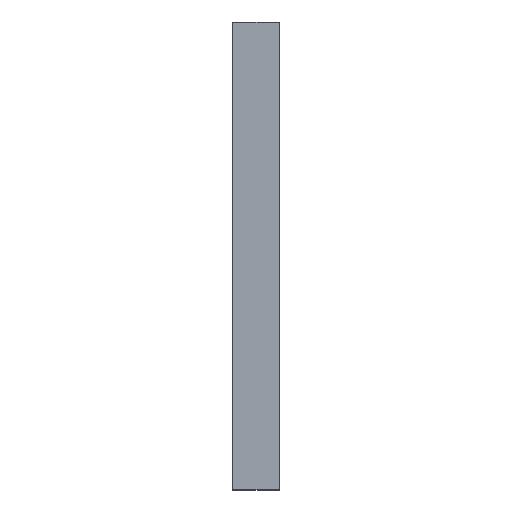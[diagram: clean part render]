
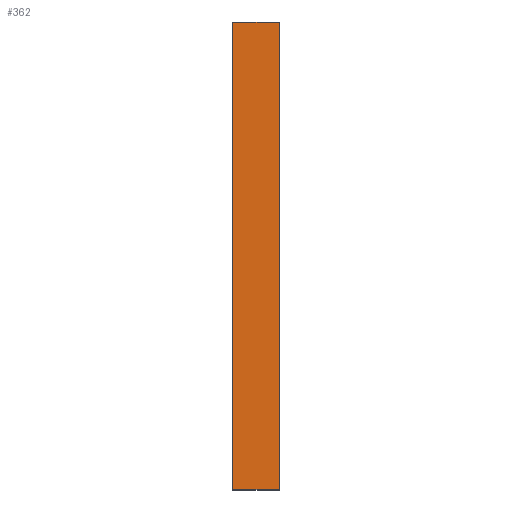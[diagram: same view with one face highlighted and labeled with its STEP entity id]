
A CAD part, top view. The second image highlights one B-rep face of the part: STEP entity #362.
In plain terms, the highlighted free-form (B-spline) face has degree [1, 1] with [2, 2] control points.
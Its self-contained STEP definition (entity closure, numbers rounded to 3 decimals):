
#48=FACE_OUTER_BOUND('',#62,.T.);
#62=EDGE_LOOP('',(#291,#292,#293,#294));
#103=B_SPLINE_CURVE_WITH_KNOTS('',1,(#601,#602),.UNSPECIFIED.,.F.,.F.,(2,
2),(0.,1.),.UNSPECIFIED.);
#104=B_SPLINE_CURVE_WITH_KNOTS('',1,(#604,#605),.UNSPECIFIED.,.F.,.F.,(2,
2),(0.,1.),.UNSPECIFIED.);
#105=B_SPLINE_CURVE_WITH_KNOTS('',1,(#607,#608),.UNSPECIFIED.,.F.,.F.,(2,
2),(0.,1.),.UNSPECIFIED.);
#106=B_SPLINE_CURVE_WITH_KNOTS('',1,(#609,#610),.UNSPECIFIED.,.F.,.F.,(2,
2),(0.,1.),.UNSPECIFIED.);
#163=VERTEX_POINT('',#599);
#164=VERTEX_POINT('',#600);
#165=VERTEX_POINT('',#603);
#166=VERTEX_POINT('',#606);
#223=EDGE_CURVE('',#163,#164,#103,.T.);
#224=EDGE_CURVE('',#164,#165,#104,.T.);
#225=EDGE_CURVE('',#166,#165,#105,.T.);
#226=EDGE_CURVE('',#163,#166,#106,.T.);
#291=ORIENTED_EDGE('',*,*,#223,.T.);
#292=ORIENTED_EDGE('',*,*,#224,.T.);
#293=ORIENTED_EDGE('',*,*,#225,.F.);
#294=ORIENTED_EDGE('',*,*,#226,.F.);
#348=B_SPLINE_SURFACE_WITH_KNOTS('',1,1,((#595,#596),(#597,#598)),
 .UNSPECIFIED.,.F.,.F.,.F.,(2,2),(2,2),(0.,1.),(0.,1.),.UNSPECIFIED.);
#362=ADVANCED_FACE('',(#48),#348,.T.);
#595=CARTESIAN_POINT('Ctrl Pts',(34.284,-367.097,-118.822));
#596=CARTESIAN_POINT('Ctrl Pts',(44.284,-367.097,-118.822));
#597=CARTESIAN_POINT('Ctrl Pts',(34.284,-267.097,-118.822));
#598=CARTESIAN_POINT('Ctrl Pts',(44.284,-267.097,-118.822));
#599=CARTESIAN_POINT('',(34.284,-367.097,-118.822));
#600=CARTESIAN_POINT('',(34.284,-267.097,-118.822));
#601=CARTESIAN_POINT('Ctrl Pts',(34.284,-367.097,-118.822));
#602=CARTESIAN_POINT('Ctrl Pts',(34.284,-267.097,-118.822));
#603=CARTESIAN_POINT('',(44.284,-267.097,-118.822));
#604=CARTESIAN_POINT('Ctrl Pts',(34.284,-267.097,-118.822));
#605=CARTESIAN_POINT('Ctrl Pts',(44.284,-267.097,-118.822));
#606=CARTESIAN_POINT('',(44.284,-367.097,-118.822));
#607=CARTESIAN_POINT('Ctrl Pts',(44.284,-367.097,-118.822));
#608=CARTESIAN_POINT('Ctrl Pts',(44.284,-267.097,-118.822));
#609=CARTESIAN_POINT('Ctrl Pts',(34.284,-367.097,-118.822));
#610=CARTESIAN_POINT('Ctrl Pts',(44.284,-367.097,-118.822));
